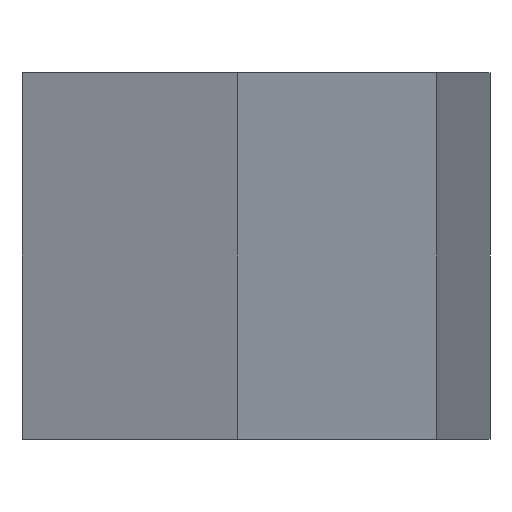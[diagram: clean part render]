
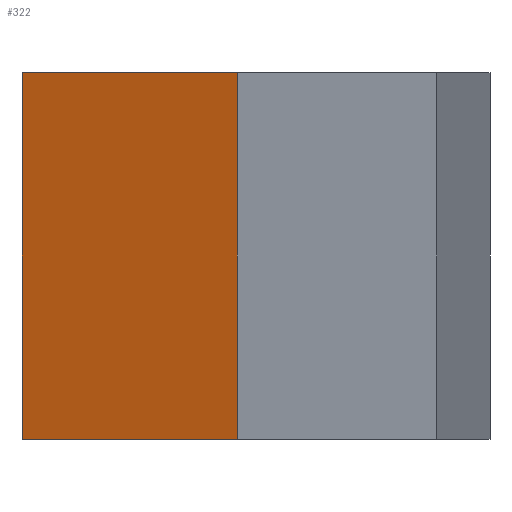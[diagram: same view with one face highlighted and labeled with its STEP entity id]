
A CAD part, front view. The second image highlights one B-rep face of the part: STEP entity #322.
In plain terms, the highlighted planar face has unit normal (-0.359, -0.933, 0).
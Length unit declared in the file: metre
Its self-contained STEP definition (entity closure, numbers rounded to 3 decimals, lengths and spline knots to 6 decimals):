
#46=ORIENTED_EDGE('',*,*,#127,.T.);
#47=ORIENTED_EDGE('',*,*,#128,.F.);
#48=ORIENTED_EDGE('',*,*,#129,.F.);
#49=ORIENTED_EDGE('',*,*,#125,.T.);
#125=EDGE_CURVE('',#163,#162,#197,.T.);
#127=EDGE_CURVE('',#162,#164,#199,.T.);
#128=EDGE_CURVE('',#165,#164,#200,.T.);
#129=EDGE_CURVE('',#163,#165,#201,.T.);
#162=VERTEX_POINT('',#497);
#163=VERTEX_POINT('',#499);
#164=VERTEX_POINT('',#503);
#165=VERTEX_POINT('',#505);
#197=LINE('',#498,#241);
#199=LINE('',#502,#243);
#200=LINE('',#504,#244);
#201=LINE('',#506,#245);
#241=VECTOR('',#406,1.);
#243=VECTOR('',#410,1.);
#244=VECTOR('',#411,1.);
#245=VECTOR('',#412,1.);
#268=EDGE_LOOP('',(#46,#47,#48,#49));
#286=FACE_BOUND('',#268,.T.);
#304=PLANE('',#353);
#322=ADVANCED_FACE('',(#286),#304,.F.);
#353=AXIS2_PLACEMENT_3D('',#501,#408,#409);
#406=DIRECTION('',(0.,0.,-1.));
#408=DIRECTION('',(0.359,0.933,0.));
#409=DIRECTION('',(-0.933,0.359,0.));
#410=DIRECTION('',(0.933,-0.359,0.));
#411=DIRECTION('',(0.,0.,-1.));
#412=DIRECTION('',(0.933,-0.359,0.));
#497=CARTESIAN_POINT('',(-0.020658,-0.083617,-0.0127));
#498=CARTESIAN_POINT('',(-0.020658,-0.083617,0.0127));
#499=CARTESIAN_POINT('',(-0.020658,-0.083617,0.0127));
#501=CARTESIAN_POINT('',(-0.013201,-0.086486,0.0127));
#502=CARTESIAN_POINT('',(-0.013201,-0.086486,-0.0127));
#503=CARTESIAN_POINT('',(-0.005745,-0.089356,-0.0127));
#504=CARTESIAN_POINT('',(-0.005745,-0.089356,0.0127));
#505=CARTESIAN_POINT('',(-0.005745,-0.089356,0.0127));
#506=CARTESIAN_POINT('',(-0.013201,-0.086486,0.0127));
